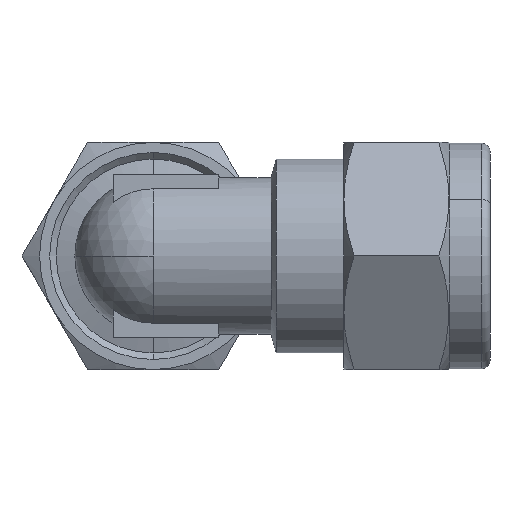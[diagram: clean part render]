
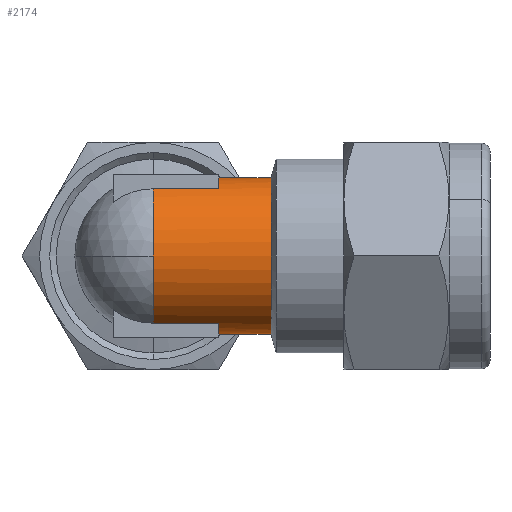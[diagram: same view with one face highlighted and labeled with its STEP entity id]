
A CAD part, left-side view. The second image highlights one B-rep face of the part: STEP entity #2174.
In plain terms, the highlighted cylindrical face has radius 9.65 mm (diameter 19.3 mm), a partial arc.
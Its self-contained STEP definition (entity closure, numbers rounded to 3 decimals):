
#298 = EDGE_CURVE ( 'NONE', #1951, #1907, #958, .T. ) ;
#299 = EDGE_CURVE ( 'NONE', #1897, #1951, #953, .T. ) ;
#300 = EDGE_CURVE ( 'NONE', #1959, #1889, #960, .T. ) ;
#301 = EDGE_CURVE ( 'NONE', #1943, #1959, #962, .T. ) ;
#302 = EDGE_CURVE ( 'NONE', #1905, #1943, #963, .T. ) ;
#303 = EDGE_CURVE ( 'NONE', #1910, #1909, #965, .T. ) ;
#382 = EDGE_CURVE ( 'NONE', #1907, #1909, #1047, .T. ) ;
#384 = EDGE_CURVE ( 'NONE', #1905, #1910, #1050, .T. ) ;
#397 = EDGE_CURVE ( 'NONE', #1889, #1897, #1068, .T. ) ;
#434 = DIRECTION ( 'NONE',  ( 0., -1., 0. ) ) ;
#435 = DIRECTION ( 'NONE',  ( 0., 0., -1. ) ) ;
#436 = CARTESIAN_POINT ( 'NONE',  ( 0., 24.947, 0. ) ) ;
#437 = DIRECTION ( 'NONE',  ( 0., -1., 0. ) ) ;
#438 = DIRECTION ( 'NONE',  ( -1., 0., 0. ) ) ;
#439 = CARTESIAN_POINT ( 'NONE',  ( 0., 18.465, 0. ) ) ;
#440 = DIRECTION ( 'NONE',  ( 0., -1., 0. ) ) ;
#441 = DIRECTION ( 'NONE',  ( 0., 0., -1. ) ) ;
#528 = CARTESIAN_POINT ( 'NONE',  ( -4.947, 0., 8.286 ) ) ;
#535 = DIRECTION ( 'NONE',  ( 0., -1., 0. ) ) ;
#539 = DIRECTION ( 'NONE',  ( 0., 1., 0. ) ) ;
#540 = CARTESIAN_POINT ( 'NONE',  ( -4.947, 0., -8.286 ) ) ;
#541 = CARTESIAN_POINT ( 'NONE',  ( 0., 24.947, 0. ) ) ;
#542 = DIRECTION ( 'NONE',  ( 0., -1., 0. ) ) ;
#543 = DIRECTION ( 'NONE',  ( -1., 0., 0. ) ) ;
#609 = CARTESIAN_POINT ( 'NONE',  ( 0., 33., 0. ) ) ;
#828 = EDGE_LOOP ( 'NONE', ( #1099, #1098, #1097, #1096, #1095, #1094, #1093, #1092, #1091 ) ) ;
#953 = LINE ( 'NONE', #540, #961 ) ;
#958 = CIRCLE ( 'NONE', #1193, 9.65 ) ;
#960 = CIRCLE ( 'NONE', #1194, 9.65 ) ;
#961 = VECTOR ( 'NONE', #535, 1000. ) ;
#962 = LINE ( 'NONE', #528, #964 ) ;
#963 = CIRCLE ( 'NONE', #1195, 9.65 ) ;
#964 = VECTOR ( 'NONE', #539, 1000. ) ;
#965 = CIRCLE ( 'NONE', #1196, 9.65 ) ;
#1047 = LINE ( 'NONE', #2600, #1049 ) ;
#1049 = VECTOR ( 'NONE', #2609, 1000. ) ;
#1050 = LINE ( 'NONE', #1570, #1052 ) ;
#1052 = VECTOR ( 'NONE', #1571, 1000. ) ;
#1068 = CIRCLE ( 'NONE', #1239, 9.65 ) ;
#1091 = ORIENTED_EDGE ( 'NONE', *, *, #303, .F. ) ;
#1092 = ORIENTED_EDGE ( 'NONE', *, *, #382, .T. ) ;
#1093 = ORIENTED_EDGE ( 'NONE', *, *, #298, .T. ) ;
#1094 = ORIENTED_EDGE ( 'NONE', *, *, #299, .T. ) ;
#1095 = ORIENTED_EDGE ( 'NONE', *, *, #397, .T. ) ;
#1096 = ORIENTED_EDGE ( 'NONE', *, *, #300, .T. ) ;
#1097 = ORIENTED_EDGE ( 'NONE', *, *, #301, .T. ) ;
#1098 = ORIENTED_EDGE ( 'NONE', *, *, #302, .T. ) ;
#1099 = ORIENTED_EDGE ( 'NONE', *, *, #384, .F. ) ;
#1193 = AXIS2_PLACEMENT_3D ( 'NONE', #541, #542, #543 ) ;
#1194 = AXIS2_PLACEMENT_3D ( 'NONE', #609, #434, #435 ) ;
#1195 = AXIS2_PLACEMENT_3D ( 'NONE', #436, #437, #438 ) ;
#1196 = AXIS2_PLACEMENT_3D ( 'NONE', #439, #440, #441 ) ;
#1239 = AXIS2_PLACEMENT_3D ( 'NONE', #1612, #1613, #1614 ) ;
#1309 = AXIS2_PLACEMENT_3D ( 'NONE', #2041, #2042, #2040 ) ;
#1453 = CYLINDRICAL_SURFACE ( 'NONE', #1309, 9.65 ) ;
#1463 = FACE_OUTER_BOUND ( 'NONE', #828, .T. ) ;
#1570 = CARTESIAN_POINT ( 'NONE',  ( 0., 0., 9.65 ) ) ;
#1571 = DIRECTION ( 'NONE',  ( 0., -1., 0. ) ) ;
#1612 = CARTESIAN_POINT ( 'NONE',  ( 0., 33., 0. ) ) ;
#1613 = DIRECTION ( 'NONE',  ( 0., -1., 0. ) ) ;
#1614 = DIRECTION ( 'NONE',  ( 0., 0., -1. ) ) ;
#1677 = CARTESIAN_POINT ( 'NONE',  ( -4.947, 24.947, -8.286 ) ) ;
#1889 = VERTEX_POINT ( 'NONE', #2427 ) ;
#1897 = VERTEX_POINT ( 'NONE', #2435 ) ;
#1905 = VERTEX_POINT ( 'NONE', #2443 ) ;
#1907 = VERTEX_POINT ( 'NONE', #2445 ) ;
#1909 = VERTEX_POINT ( 'NONE', #2447 ) ;
#1910 = VERTEX_POINT ( 'NONE', #2448 ) ;
#1943 = VERTEX_POINT ( 'NONE', #2481 ) ;
#1951 = VERTEX_POINT ( 'NONE', #1677 ) ;
#1959 = VERTEX_POINT ( 'NONE', #2214 ) ;
#2040 = DIRECTION ( 'NONE',  ( 0., 0., -1. ) ) ;
#2041 = CARTESIAN_POINT ( 'NONE',  ( 0., 0., 0. ) ) ;
#2042 = DIRECTION ( 'NONE',  ( 0., -1., 0. ) ) ;
#2174 = ADVANCED_FACE ( 'NONE', ( #1463 ), #1453, .T. ) ;
#2214 = CARTESIAN_POINT ( 'NONE',  ( -4.947, 33., 8.286 ) ) ;
#2427 = CARTESIAN_POINT ( 'NONE',  ( -9.65, 33., 0. ) ) ;
#2435 = CARTESIAN_POINT ( 'NONE',  ( -4.947, 33., -8.286 ) ) ;
#2443 = CARTESIAN_POINT ( 'NONE',  ( 0., 24.947, 9.65 ) ) ;
#2445 = CARTESIAN_POINT ( 'NONE',  ( 0., 24.947, -9.65 ) ) ;
#2447 = CARTESIAN_POINT ( 'NONE',  ( 0., 18.465, -9.65 ) ) ;
#2448 = CARTESIAN_POINT ( 'NONE',  ( 0., 18.465, 9.65 ) ) ;
#2481 = CARTESIAN_POINT ( 'NONE',  ( -4.947, 24.947, 8.286 ) ) ;
#2600 = CARTESIAN_POINT ( 'NONE',  ( 0., 0., -9.65 ) ) ;
#2609 = DIRECTION ( 'NONE',  ( 0., -1., 0. ) ) ;
